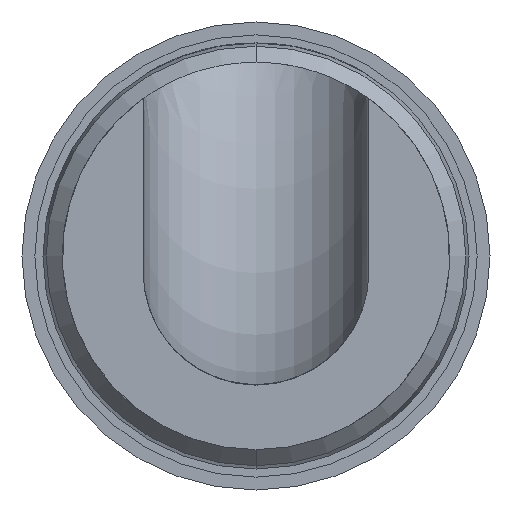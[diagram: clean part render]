
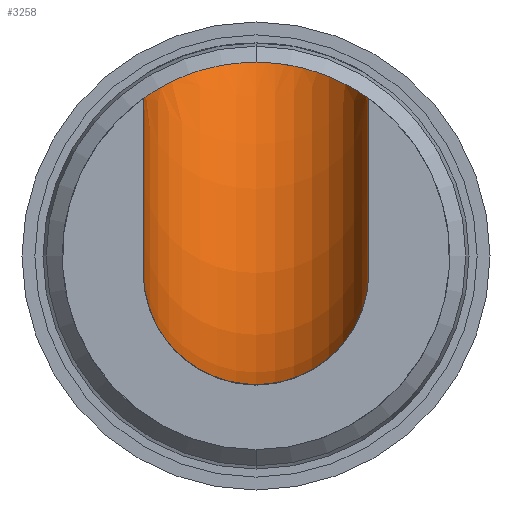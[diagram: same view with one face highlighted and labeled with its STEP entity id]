
A CAD part, front view. The second image highlights one B-rep face of the part: STEP entity #3258.
In plain terms, the highlighted toroidal (fillet/blend) face has major radius 2.66 mm and minor radius 0.35 mm.
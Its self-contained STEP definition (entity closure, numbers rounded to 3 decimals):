
#76 = CIRCLE ( 'NONE', #2851, 0.35 ) ;
#175 = CARTESIAN_POINT ( 'NONE',  ( 0.033, -27.859, 0.6 ) ) ;
#191 = CARTESIAN_POINT ( 'NONE',  ( 0.218, -27.993, 0.561 ) ) ;
#254 = CARTESIAN_POINT ( 'NONE',  ( 0., -30.1, -0.05 ) ) ;
#283 = CARTESIAN_POINT ( 'NONE',  ( -0.126, -27.9, 0.587 ) ) ;
#293 = DIRECTION ( 'NONE',  ( 1., 0., 0. ) ) ;
#295 = DIRECTION ( 'NONE',  ( 0., -1., 0. ) ) ;
#345 = CARTESIAN_POINT ( 'NONE',  ( 0.35, -28.497, 0.487 ) ) ;
#392 = CARTESIAN_POINT ( 'NONE',  ( -0.35, -30.1, -0.05 ) ) ;
#504 = VERTEX_POINT ( 'NONE', #1719 ) ;
#526 = DIRECTION ( 'NONE',  ( 1., 0., 0. ) ) ;
#541 = DIRECTION ( 'NONE',  ( 0., 0., -1. ) ) ;
#573 = EDGE_CURVE ( 'Defeature ausgef�hrt2_16+Defeature ausgef�hrt2_2+Defeature ausgef�hrt2_15+Defeature ausgef�hrt2_13', #2178, #1558, #3619, .T. ) ;
#728 = CARTESIAN_POINT ( 'NONE',  ( 0.35, -28.497, 0.487 ) ) ;
#797 = EDGE_CURVE ( 'Defeature ausgef�hrt2_16+Defeature ausgef�hrt2_2+Defeature ausgef�hrt2_15+Defeature ausgef�hrt2_13', #3493, #2178, #2257, .T. ) ;
#799 = CARTESIAN_POINT ( 'NONE',  ( 0., -27.859, 0.6 ) ) ;
#820 = CARTESIAN_POINT ( 'NONE',  ( -0.35, -28.497, 0.487 ) ) ;
#1107 = CARTESIAN_POINT ( 'NONE',  ( 0.35, -30.1, 2.61 ) ) ;
#1254 = EDGE_CURVE ( 'Defeature ausgef�hrt2_13+Defeature ausgef�hrt2_16+Defeature ausgef�hrt2_16+Defeature ausgef�hrt2_2', #2920, #1558, #1313, .T. ) ;
#1313 = CIRCLE ( 'NONE', #2539, 2.66 ) ;
#1413 = CARTESIAN_POINT ( 'NONE',  ( 0.151, -27.921, 0.581 ) ) ;
#1558 = VERTEX_POINT ( 'NONE', #2487 ) ;
#1647 = CARTESIAN_POINT ( 'NONE',  ( 0.326, -28.231, 0.507 ) ) ;
#1663 = DIRECTION ( 'NONE',  ( 0., 0., -1. ) ) ;
#1718 = DIRECTION ( 'NONE',  ( 0., 0., -1. ) ) ;
#1719 = CARTESIAN_POINT ( 'NONE',  ( 0.35, -30.1, -0.05 ) ) ;
#1828 = TOROIDAL_SURFACE ( 'NONE', #2016, 2.66, 0.35 ) ;
#2016 = AXIS2_PLACEMENT_3D ( 'NONE', #3552, #293, #2965 ) ;
#2178 = VERTEX_POINT ( 'NONE', #2587 ) ;
#2257 = B_SPLINE_CURVE_WITH_KNOTS ( 'NONE', 3,
 ( #345, #3723, #1647, #3091, #191, #1413, #3140, #2268, #175, #799 ),
 .UNSPECIFIED., .F., .F.,
 ( 4, 2, 2, 2, 4 ),
 ( 0.001, 0.001, 0.001, 0.002, 0.002 ),
 .UNSPECIFIED. ) ;
#2261 = ORIENTED_EDGE ( 'NONE', *, *, #2467, .T. ) ;
#2268 = CARTESIAN_POINT ( 'NONE',  ( 0.067, -27.869, 0.597 ) ) ;
#2293 = CARTESIAN_POINT ( 'NONE',  ( 0., -27.859, 0.6 ) ) ;
#2322 = CARTESIAN_POINT ( 'NONE',  ( -0.326, -28.232, 0.507 ) ) ;
#2467 = EDGE_CURVE ( 'Defeature ausgef�hrt2_16+Defeature ausgef�hrt2_15+Defeature ausgef�hrt2_15+Defeature ausgef�hrt2_2', #504, #3493, #3502, .T. ) ;
#2487 = CARTESIAN_POINT ( 'NONE',  ( -0.35, -28.497, 0.487 ) ) ;
#2519 = EDGE_LOOP ( 'NONE', ( #3482, #2597, #2261, #3396, #3624 ) ) ;
#2539 = AXIS2_PLACEMENT_3D ( 'NONE', #3476, #3152, #1663 ) ;
#2587 = CARTESIAN_POINT ( 'NONE',  ( 0., -27.859, 0.6 ) ) ;
#2590 = CARTESIAN_POINT ( 'NONE',  ( -0.35, -28.365, 0.487 ) ) ;
#2597 = ORIENTED_EDGE ( 'NONE', *, *, #3345, .T. ) ;
#2607 = CARTESIAN_POINT ( 'NONE',  ( -0.251, -28.051, 0.546 ) ) ;
#2814 = AXIS2_PLACEMENT_3D ( 'NONE', #1107, #526, #541 ) ;
#2851 = AXIS2_PLACEMENT_3D ( 'NONE', #254, #295, #1718 ) ;
#2920 = VERTEX_POINT ( 'NONE', #392 ) ;
#2929 = CARTESIAN_POINT ( 'NONE',  ( -0.218, -27.994, 0.561 ) ) ;
#2943 = CARTESIAN_POINT ( 'NONE',  ( -0.033, -27.859, 0.6 ) ) ;
#2965 = DIRECTION ( 'NONE',  ( 0., 0., -1. ) ) ;
#3091 = CARTESIAN_POINT ( 'NONE',  ( 0.251, -28.052, 0.546 ) ) ;
#3140 = CARTESIAN_POINT ( 'NONE',  ( 0.126, -27.9, 0.587 ) ) ;
#3152 = DIRECTION ( 'NONE',  ( 1., 0., 0. ) ) ;
#3214 = CARTESIAN_POINT ( 'NONE',  ( -0.067, -27.869, 0.597 ) ) ;
#3258 = ADVANCED_FACE ( 'Defeature ausgef�hrt2_16', ( #3728 ), #1828, .F. ) ;
#3345 = EDGE_CURVE ( 'NONE', #2920, #504, #76, .T. ) ;
#3396 = ORIENTED_EDGE ( 'NONE', *, *, #797, .T. ) ;
#3476 = CARTESIAN_POINT ( 'NONE',  ( -0.35, -30.1, 2.61 ) ) ;
#3482 = ORIENTED_EDGE ( 'NONE', *, *, #1254, .F. ) ;
#3493 = VERTEX_POINT ( 'NONE', #728 ) ;
#3501 = CARTESIAN_POINT ( 'NONE',  ( -0.151, -27.922, 0.581 ) ) ;
#3502 = CIRCLE ( 'NONE', #2814, 2.66 ) ;
#3552 = CARTESIAN_POINT ( 'NONE',  ( 0., -30.1, 2.61 ) ) ;
#3619 = B_SPLINE_CURVE_WITH_KNOTS ( 'NONE', 3,
 ( #2293, #2943, #3214, #283, #3501, #2929, #2607, #2322, #2590, #820 ),
 .UNSPECIFIED., .F., .F.,
 ( 4, 2, 2, 2, 4 ),
 ( 0.002, 0.002, 0.002, 0.002, 0.002 ),
 .UNSPECIFIED. ) ;
#3624 = ORIENTED_EDGE ( 'NONE', *, *, #573, .T. ) ;
#3723 = CARTESIAN_POINT ( 'NONE',  ( 0.35, -28.364, 0.487 ) ) ;
#3728 = FACE_OUTER_BOUND ( 'NONE', #2519, .T. ) ;
